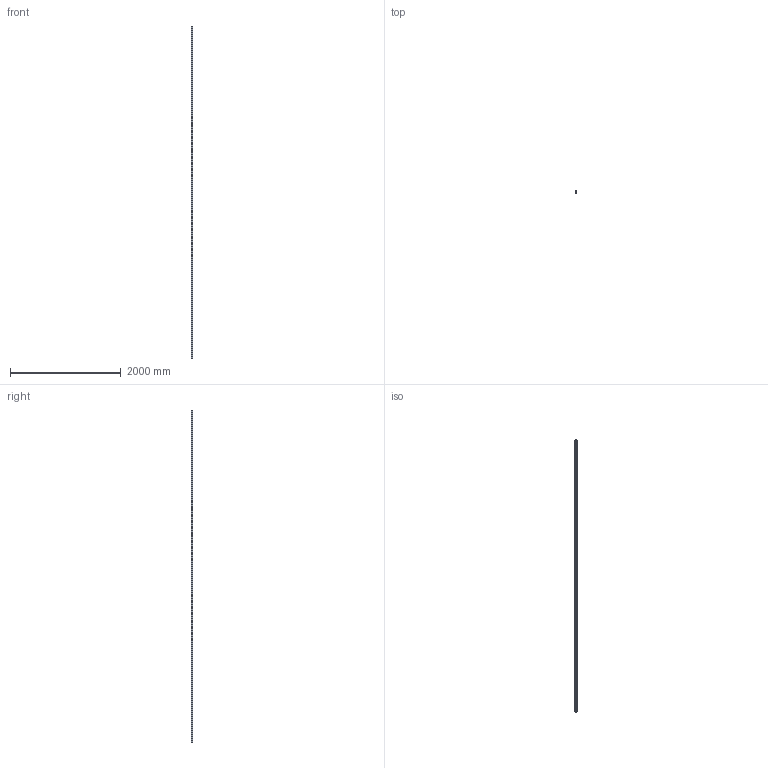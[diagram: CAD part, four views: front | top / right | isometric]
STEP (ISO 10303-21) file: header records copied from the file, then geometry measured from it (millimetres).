
FILE_DESCRIPTION (( 'STEP AP203' ), '1' );
FILE_NAME ('B02-2.STEP', '2018-04-02T16:51:24', ( 'User2' ), ( '' ), 'SwSTEP 2.0', 'SolidWorks 2007', '' );
FILE_SCHEMA (( 'CONFIG_CONTROL_DESIGN' ));
Length unit declared in the file: millimetre
Products named in the file (1): B02-2
Bounding box: 30 x 30 x 6000 mm (x, y, z)
Volume: 2078138.4 mm3; surface area: 2166228.7 mm2
Topology: 1 solids, 1 shells, 82 faces, 240 edges, 160 vertices
Faces by surface type: plane 80, cylinder 2
Entity records: 2761 total; most frequent: CARTESIAN_POINT 483, ORIENTED_EDGE 480, DIRECTION 410, EDGE_CURVE 240, LINE 236, VECTOR 236, VERTEX_POINT 160, EDGE_LOOP 90
